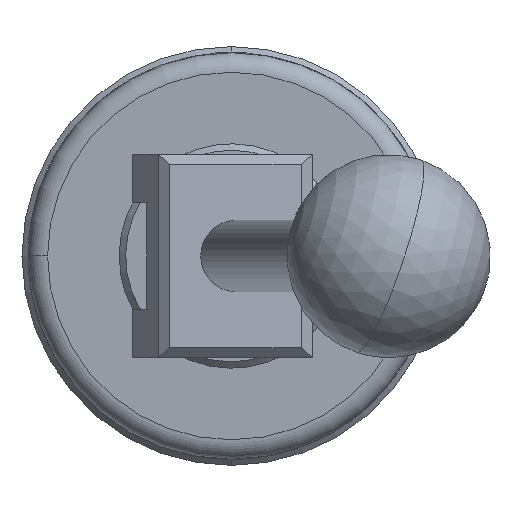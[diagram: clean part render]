
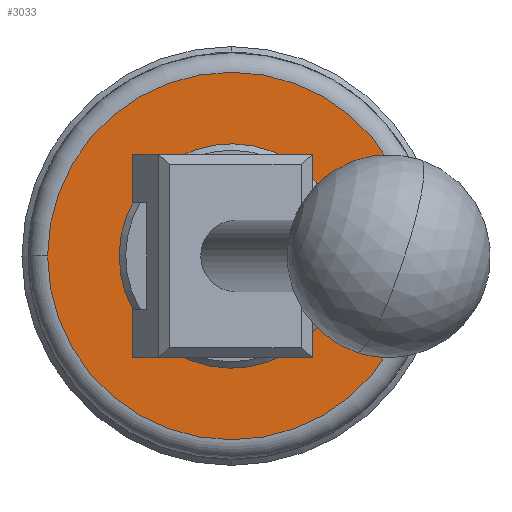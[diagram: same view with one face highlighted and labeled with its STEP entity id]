
A CAD part, front view. The second image highlights one B-rep face of the part: STEP entity #3033.
In plain terms, the highlighted planar face has unit normal (0, -1, 0).
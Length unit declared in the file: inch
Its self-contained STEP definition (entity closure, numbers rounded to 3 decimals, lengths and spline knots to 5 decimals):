
#124 = VERTEX_POINT ( 'NONE', #16649 ) ;
#284 = DIRECTION ( 'NONE',  ( 0., -1., 0. ) ) ;
#830 = DIRECTION ( 'NONE',  ( 0., -1., 0. ) ) ;
#894 = EDGE_CURVE ( 'NONE', #1236, #15603, #10354, .T. ) ;
#1236 = VERTEX_POINT ( 'NONE', #16268 ) ;
#1320 = VERTEX_POINT ( 'NONE', #6303 ) ;
#1654 = CARTESIAN_POINT ( 'NONE',  ( 0., 0., 0. ) ) ;
#2950 = DIRECTION ( 'NONE',  ( 1., 0., 0. ) ) ;
#3033 = ADVANCED_FACE ( 'NONE', ( #13195, #17031 ), #4981, .T. ) ;
#3223 = EDGE_LOOP ( 'NONE', ( #4423, #7151 ) ) ;
#4423 = ORIENTED_EDGE ( 'NONE', *, *, #15810, .F. ) ;
#4571 = CIRCLE ( 'NONE', #12483, 1.13 ) ;
#4788 = CIRCLE ( 'NONE', #15193, 0.348 ) ;
#4981 = PLANE ( 'NONE',  #5356 ) ;
#5113 = DIRECTION ( 'NONE',  ( 1., 0., 0. ) ) ;
#5356 = AXIS2_PLACEMENT_3D ( 'NONE', #12932, #830, #8879 ) ;
#6303 = CARTESIAN_POINT ( 'NONE',  ( 0.348, 0., 0. ) ) ;
#6437 = DIRECTION ( 'NONE',  ( 0., -1., 0. ) ) ;
#6627 = EDGE_LOOP ( 'NONE', ( #8492, #16775 ) ) ;
#7063 = DIRECTION ( 'NONE',  ( 0., -1., 0. ) ) ;
#7151 = ORIENTED_EDGE ( 'NONE', *, *, #13248, .F. ) ;
#8119 = DIRECTION ( 'NONE',  ( 1., 0., 0. ) ) ;
#8492 = ORIENTED_EDGE ( 'NONE', *, *, #894, .T. ) ;
#8625 = CARTESIAN_POINT ( 'NONE',  ( 0., 0., 0. ) ) ;
#8879 = DIRECTION ( 'NONE',  ( 1., 0., 0. ) ) ;
#10275 = CIRCLE ( 'NONE', #14487, 0.348 ) ;
#10354 = CIRCLE ( 'NONE', #15654, 1.13 ) ;
#12134 = EDGE_CURVE ( 'NONE', #15603, #1236, #4571, .T. ) ;
#12483 = AXIS2_PLACEMENT_3D ( 'NONE', #1654, #7063, #8119 ) ;
#12701 = DIRECTION ( 'NONE',  ( 1., 0., 0. ) ) ;
#12919 = CARTESIAN_POINT ( 'NONE',  ( -1.13, 0., 0. ) ) ;
#12932 = CARTESIAN_POINT ( 'NONE',  ( 0., 0., -0.348 ) ) ;
#13012 = DIRECTION ( 'NONE',  ( 0., -1., 0. ) ) ;
#13195 = FACE_OUTER_BOUND ( 'NONE', #6627, .T. ) ;
#13248 = EDGE_CURVE ( 'NONE', #124, #1320, #10275, .T. ) ;
#13598 = CARTESIAN_POINT ( 'NONE',  ( 0., 0., 0. ) ) ;
#14487 = AXIS2_PLACEMENT_3D ( 'NONE', #8625, #13012, #12701 ) ;
#15187 = CARTESIAN_POINT ( 'NONE',  ( 0., 0., 0. ) ) ;
#15193 = AXIS2_PLACEMENT_3D ( 'NONE', #13598, #6437, #5113 ) ;
#15603 = VERTEX_POINT ( 'NONE', #12919 ) ;
#15654 = AXIS2_PLACEMENT_3D ( 'NONE', #15187, #284, #2950 ) ;
#15810 = EDGE_CURVE ( 'NONE', #1320, #124, #4788, .T. ) ;
#16268 = CARTESIAN_POINT ( 'NONE',  ( 1.13, 0., 0. ) ) ;
#16649 = CARTESIAN_POINT ( 'NONE',  ( -0.348, 0., 0. ) ) ;
#16775 = ORIENTED_EDGE ( 'NONE', *, *, #12134, .T. ) ;
#17031 = FACE_BOUND ( 'NONE', #3223, .T. ) ;
